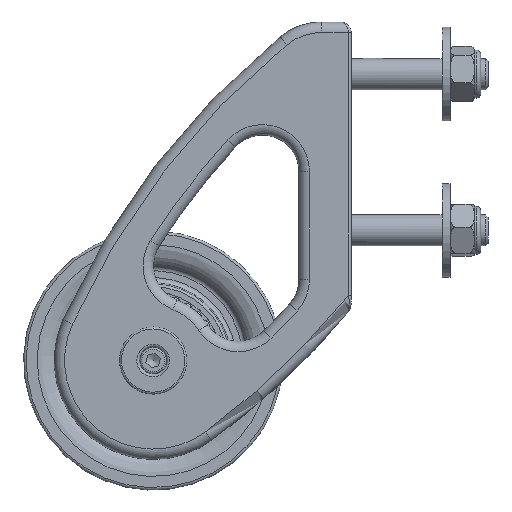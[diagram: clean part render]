
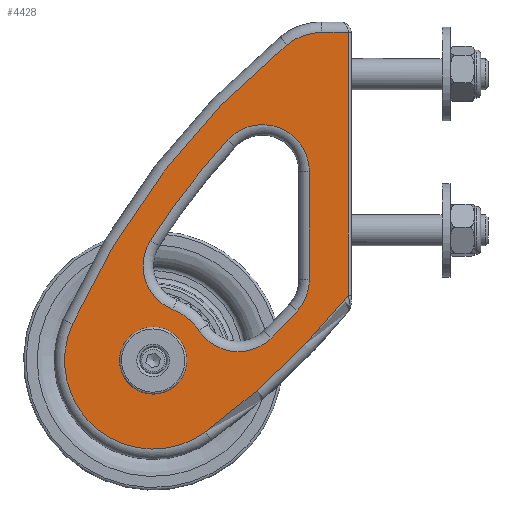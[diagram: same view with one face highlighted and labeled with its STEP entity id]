
A CAD part, left-side view. The second image highlights one B-rep face of the part: STEP entity #4428.
In plain terms, the highlighted planar face has unit normal (-1, 0, 0).
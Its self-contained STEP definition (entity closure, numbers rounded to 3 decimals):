
#265=PLANE('',#5030);
#442=FACE_BOUND('',#1482,.T.);
#443=FACE_BOUND('',#1483,.T.);
#579=LINE('',#8451,#734);
#585=LINE('',#8519,#740);
#594=LINE('',#8554,#749);
#734=VECTOR('',#6184,10.);
#740=VECTOR('',#6278,10.);
#749=VECTOR('',#6311,10.);
#1020=FACE_OUTER_BOUND('',#1481,.T.);
#1481=EDGE_LOOP('',(#3841,#3842,#3843,#3844,#3845,#3846));
#1482=EDGE_LOOP('',(#3847));
#1483=EDGE_LOOP('',(#3848,#3849,#3850,#3851,#3852,#3853,#3854,#3855));
#1888=CIRCLE('',#4966,21.);
#1893=CIRCLE('',#4972,296.);
#1896=CIRCLE('',#4977,34.);
#1898=CIRCLE('',#4980,296.);
#1907=CIRCLE('',#4998,18.);
#1911=CIRCLE('',#5003,285.);
#1915=CIRCLE('',#5008,21.);
#1917=CIRCLE('',#5011,18.);
#1921=CIRCLE('',#5016,18.);
#1925=CIRCLE('',#5022,285.);
#1927=CIRCLE('',#5025,18.);
#1928=CIRCLE('',#5031,12.9);
#2316=VERTEX_POINT('',#8353);
#2319=VERTEX_POINT('',#8431);
#2320=VERTEX_POINT('',#8435);
#2321=VERTEX_POINT('',#8436);
#2325=VERTEX_POINT('',#8445);
#2326=VERTEX_POINT('',#8453);
#2331=VERTEX_POINT('',#8484);
#2332=VERTEX_POINT('',#8486);
#2335=VERTEX_POINT('',#8493);
#2336=VERTEX_POINT('',#8498);
#2339=VERTEX_POINT('',#8505);
#2340=VERTEX_POINT('',#8510);
#2343=VERTEX_POINT('',#8517);
#2344=VERTEX_POINT('',#8522);
#2348=VERTEX_POINT('',#8555);
#2831=EDGE_CURVE('',#2320,#2321,#1888,.T.);
#2836=EDGE_CURVE('',#2325,#2320,#1893,.T.);
#2839=EDGE_CURVE('',#2321,#2319,#579,.T.);
#2841=EDGE_CURVE('',#2326,#2325,#1896,.T.);
#2843=EDGE_CURVE('',#2316,#2326,#1898,.T.);
#2857=EDGE_CURVE('',#2331,#2332,#1907,.T.);
#2861=EDGE_CURVE('',#2335,#2331,#1911,.T.);
#2865=EDGE_CURVE('',#2332,#2336,#1915,.T.);
#2867=EDGE_CURVE('',#2339,#2335,#1917,.T.);
#2871=EDGE_CURVE('',#2336,#2340,#1921,.T.);
#2873=EDGE_CURVE('',#2343,#2339,#585,.T.);
#2877=EDGE_CURVE('',#2340,#2344,#1925,.T.);
#2879=EDGE_CURVE('',#2344,#2343,#1927,.T.);
#2888=EDGE_CURVE('',#2319,#2316,#594,.T.);
#2889=EDGE_CURVE('',#2348,#2348,#1928,.T.);
#3841=ORIENTED_EDGE('',*,*,#2831,.F.);
#3842=ORIENTED_EDGE('',*,*,#2836,.F.);
#3843=ORIENTED_EDGE('',*,*,#2841,.F.);
#3844=ORIENTED_EDGE('',*,*,#2843,.F.);
#3845=ORIENTED_EDGE('',*,*,#2888,.F.);
#3846=ORIENTED_EDGE('',*,*,#2839,.F.);
#3847=ORIENTED_EDGE('',*,*,#2889,.F.);
#3848=ORIENTED_EDGE('',*,*,#2873,.F.);
#3849=ORIENTED_EDGE('',*,*,#2879,.F.);
#3850=ORIENTED_EDGE('',*,*,#2877,.F.);
#3851=ORIENTED_EDGE('',*,*,#2871,.F.);
#3852=ORIENTED_EDGE('',*,*,#2865,.F.);
#3853=ORIENTED_EDGE('',*,*,#2857,.F.);
#3854=ORIENTED_EDGE('',*,*,#2861,.F.);
#3855=ORIENTED_EDGE('',*,*,#2867,.F.);
#4428=ADVANCED_FACE('',(#1020,#442,#443),#265,.F.);
#4966=AXIS2_PLACEMENT_3D('',#8437,#6165,#6166);
#4972=AXIS2_PLACEMENT_3D('',#8447,#6177,#6178);
#4977=AXIS2_PLACEMENT_3D('',#8455,#6189,#6190);
#4980=AXIS2_PLACEMENT_3D('',#8458,#6195,#6196);
#4998=AXIS2_PLACEMENT_3D('',#8487,#6236,#6237);
#5003=AXIS2_PLACEMENT_3D('',#8495,#6246,#6247);
#5008=AXIS2_PLACEMENT_3D('',#8502,#6256,#6257);
#5011=AXIS2_PLACEMENT_3D('',#8507,#6262,#6263);
#5016=AXIS2_PLACEMENT_3D('',#8514,#6272,#6273);
#5022=AXIS2_PLACEMENT_3D('',#8526,#6286,#6287);
#5025=AXIS2_PLACEMENT_3D('',#8529,#6292,#6293);
#5030=AXIS2_PLACEMENT_3D('',#8553,#6309,#6310);
#5031=AXIS2_PLACEMENT_3D('',#8556,#6312,#6313);
#6165=DIRECTION('center_axis',(1.,0.,0.));
#6166=DIRECTION('ref_axis',(0.,0.336,0.942));
#6177=DIRECTION('center_axis',(1.,0.,0.));
#6178=DIRECTION('ref_axis',(0.,0.793,0.609));
#6184=DIRECTION('',(0.,-1.,0.));
#6189=DIRECTION('center_axis',(1.,0.,0.));
#6190=DIRECTION('ref_axis',(0.,0.629,-0.777));
#6195=DIRECTION('center_axis',(1.,0.,0.));
#6196=DIRECTION('ref_axis',(0.,-0.685,-0.728));
#6236=DIRECTION('center_axis',(-1.,0.,0.));
#6237=DIRECTION('ref_axis',(0.,0.951,-0.31));
#6246=DIRECTION('center_axis',(-1.,0.,0.));
#6247=DIRECTION('ref_axis',(0.,0.792,0.61));
#6256=DIRECTION('center_axis',(1.,0.,0.));
#6257=DIRECTION('ref_axis',(0.,-0.629,0.777));
#6262=DIRECTION('center_axis',(-1.,0.,0.));
#6263=DIRECTION('ref_axis',(0.,-0.363,0.932));
#6272=DIRECTION('center_axis',(-1.,0.,0.));
#6273=DIRECTION('ref_axis',(0.,0.105,-0.995));
#6278=DIRECTION('',(0.,0.,1.));
#6286=DIRECTION('center_axis',(-1.,0.,0.));
#6287=DIRECTION('ref_axis',(0.,-0.722,-0.692));
#6292=DIRECTION('center_axis',(-1.,0.,0.));
#6293=DIRECTION('ref_axis',(0.,-0.933,-0.361));
#6309=DIRECTION('center_axis',(1.,0.,0.));
#6310=DIRECTION('ref_axis',(0.,-1.,0.));
#6311=DIRECTION('',(0.,0.,-1.));
#6312=DIRECTION('center_axis',(-1.,0.,0.));
#6313=DIRECTION('ref_axis',(0.,0.177,0.984));
#8353=CARTESIAN_POINT('',(-15.5,1.,-29.899));
#8431=CARTESIAN_POINT('',(-15.5,1.,71.));
#8435=CARTESIAN_POINT('',(-15.5,24.59,66.259));
#8436=CARTESIAN_POINT('',(-15.5,11.3,71.));
#8437=CARTESIAN_POINT('Origin',(-15.5,11.3,50.));
#8445=CARTESIAN_POINT('',(-15.5,106.982,-40.995));
#8447=CARTESIAN_POINT('Origin',(-15.5,-162.741,-162.919));
#8451=CARTESIAN_POINT('',(-15.5,203.875,71.));
#8453=CARTESIAN_POINT('',(-15.5,55.836,-82.375));
#8455=CARTESIAN_POINT('Origin',(-15.5,76.,-55.));
#8458=CARTESIAN_POINT('Origin',(-15.5,231.382,155.951));
#8484=CARTESIAN_POINT('',(-15.5,77.06,-8.905));
#8486=CARTESIAN_POINT('',(-15.5,68.416,-35.417));
#8487=CARTESIAN_POINT('Origin',(-15.5,61.915,-18.632));
#8493=CARTESIAN_POINT('',(-15.5,47.263,29.754));
#8495=CARTESIAN_POINT('Origin',(-15.5,-162.741,-162.919));
#8498=CARTESIAN_POINT('',(-15.5,58.432,-43.495));
#8502=CARTESIAN_POINT('Origin',(-15.5,76.,-55.));
#8505=CARTESIAN_POINT('',(-15.5,16.,17.585));
#8507=CARTESIAN_POINT('Origin',(-15.5,34.,17.585));
#8510=CARTESIAN_POINT('',(-15.5,30.7,-46.414));
#8514=CARTESIAN_POINT('Origin',(-15.5,43.374,-33.633));
#8517=CARTESIAN_POINT('',(-15.5,16.,-23.852));
#8519=CARTESIAN_POINT('',(-15.5,16.,8.793));
#8522=CARTESIAN_POINT('',(-15.5,20.693,-35.974));
#8526=CARTESIAN_POINT('Origin',(-15.5,231.382,155.951));
#8529=CARTESIAN_POINT('Origin',(-15.5,34.,-23.852));
#8553=CARTESIAN_POINT('Origin',(-15.5,271.5,0.));
#8554=CARTESIAN_POINT('',(-15.5,1.,0.));
#8555=CARTESIAN_POINT('',(-15.5,73.716,-67.696));
#8556=CARTESIAN_POINT('Origin',(-15.5,76.,-55.));
